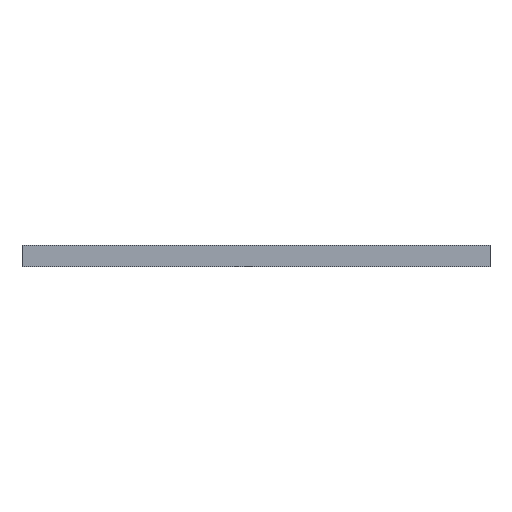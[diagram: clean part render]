
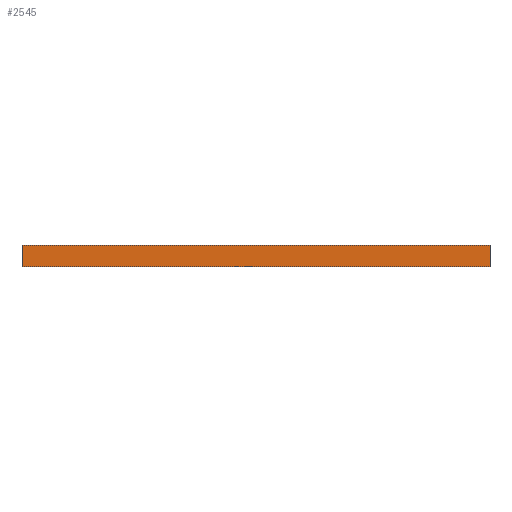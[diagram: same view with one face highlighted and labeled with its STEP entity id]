
A CAD part, front view. The second image highlights one B-rep face of the part: STEP entity #2545.
In plain terms, the highlighted planar face has unit normal (0, -1, 0).
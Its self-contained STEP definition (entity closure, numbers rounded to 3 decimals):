
#83 = PLANE('',#84);
#84 = AXIS2_PLACEMENT_3D('',#85,#86,#87);
#85 = CARTESIAN_POINT('',(139.738,-125.967,1.6));
#86 = DIRECTION('',(0.,0.,1.));
#87 = DIRECTION('',(1.,0.,-0.));
#137 = PLANE('',#138);
#138 = AXIS2_PLACEMENT_3D('',#139,#140,#141);
#139 = CARTESIAN_POINT('',(139.738,-125.967,0.));
#140 = DIRECTION('',(0.,0.,1.));
#141 = DIRECTION('',(1.,0.,-0.));
#170 = PLANE('',#171);
#171 = AXIS2_PLACEMENT_3D('',#172,#173,#174);
#172 = CARTESIAN_POINT('',(157.054,-161.036,0.));
#173 = DIRECTION('',(-1.,0.,0.));
#174 = DIRECTION('',(0.,1.,0.));
#358 = VERTEX_POINT('',#359);
#359 = CARTESIAN_POINT('',(122.428,-161.036,0.));
#373 = PLANE('',#374);
#374 = AXIS2_PLACEMENT_3D('',#375,#376,#377);
#375 = CARTESIAN_POINT('',(122.428,-97.536,0.));
#376 = DIRECTION('',(1.,0.,-0.));
#377 = DIRECTION('',(0.,-1.,0.));
#385 = EDGE_CURVE('',#358,#386,#388,.T.);
#386 = VERTEX_POINT('',#387);
#387 = CARTESIAN_POINT('',(157.054,-161.036,0.));
#388 = SURFACE_CURVE('',#389,(#393,#400),.PCURVE_S1.);
#389 = LINE('',#390,#391);
#390 = CARTESIAN_POINT('',(122.428,-161.036,0.));
#391 = VECTOR('',#392,1.);
#392 = DIRECTION('',(1.,0.,0.));
#393 = PCURVE('',#137,#394);
#394 = DEFINITIONAL_REPRESENTATION('',(#395),#399);
#395 = LINE('',#396,#397);
#396 = CARTESIAN_POINT('',(-17.31,-35.069));
#397 = VECTOR('',#398,1.);
#398 = DIRECTION('',(1.,0.));
#399 = ( GEOMETRIC_REPRESENTATION_CONTEXT(2) 
PARAMETRIC_REPRESENTATION_CONTEXT() REPRESENTATION_CONTEXT('2D SPACE',''
  ) );
#400 = PCURVE('',#401,#406);
#401 = PLANE('',#402);
#402 = AXIS2_PLACEMENT_3D('',#403,#404,#405);
#403 = CARTESIAN_POINT('',(122.428,-161.036,0.));
#404 = DIRECTION('',(0.,1.,0.));
#405 = DIRECTION('',(1.,0.,0.));
#406 = DEFINITIONAL_REPRESENTATION('',(#407),#411);
#407 = LINE('',#408,#409);
#408 = CARTESIAN_POINT('',(0.,0.));
#409 = VECTOR('',#410,1.);
#410 = DIRECTION('',(1.,0.));
#411 = ( GEOMETRIC_REPRESENTATION_CONTEXT(2) 
PARAMETRIC_REPRESENTATION_CONTEXT() REPRESENTATION_CONTEXT('2D SPACE',''
  ) );
#1541 = VERTEX_POINT('',#1542);
#1542 = CARTESIAN_POINT('',(122.428,-161.036,1.6));
#1563 = EDGE_CURVE('',#1541,#1564,#1566,.T.);
#1564 = VERTEX_POINT('',#1565);
#1565 = CARTESIAN_POINT('',(157.054,-161.036,1.6));
#1566 = SURFACE_CURVE('',#1567,(#1571,#1578),.PCURVE_S1.);
#1567 = LINE('',#1568,#1569);
#1568 = CARTESIAN_POINT('',(122.428,-161.036,1.6));
#1569 = VECTOR('',#1570,1.);
#1570 = DIRECTION('',(1.,0.,0.));
#1571 = PCURVE('',#83,#1572);
#1572 = DEFINITIONAL_REPRESENTATION('',(#1573),#1577);
#1573 = LINE('',#1574,#1575);
#1574 = CARTESIAN_POINT('',(-17.31,-35.069));
#1575 = VECTOR('',#1576,1.);
#1576 = DIRECTION('',(1.,0.));
#1577 = ( GEOMETRIC_REPRESENTATION_CONTEXT(2) 
PARAMETRIC_REPRESENTATION_CONTEXT() REPRESENTATION_CONTEXT('2D SPACE',''
  ) );
#1578 = PCURVE('',#401,#1579);
#1579 = DEFINITIONAL_REPRESENTATION('',(#1580),#1584);
#1580 = LINE('',#1581,#1582);
#1581 = CARTESIAN_POINT('',(0.,-1.6));
#1582 = VECTOR('',#1583,1.);
#1583 = DIRECTION('',(1.,0.));
#1584 = ( GEOMETRIC_REPRESENTATION_CONTEXT(2) 
PARAMETRIC_REPRESENTATION_CONTEXT() REPRESENTATION_CONTEXT('2D SPACE',''
  ) );
#2495 = EDGE_CURVE('',#386,#1564,#2496,.T.);
#2496 = SURFACE_CURVE('',#2497,(#2501,#2508),.PCURVE_S1.);
#2497 = LINE('',#2498,#2499);
#2498 = CARTESIAN_POINT('',(157.054,-161.036,0.));
#2499 = VECTOR('',#2500,1.);
#2500 = DIRECTION('',(0.,0.,1.));
#2501 = PCURVE('',#170,#2502);
#2502 = DEFINITIONAL_REPRESENTATION('',(#2503),#2507);
#2503 = LINE('',#2504,#2505);
#2504 = CARTESIAN_POINT('',(0.,0.));
#2505 = VECTOR('',#2506,1.);
#2506 = DIRECTION('',(0.,-1.));
#2507 = ( GEOMETRIC_REPRESENTATION_CONTEXT(2) 
PARAMETRIC_REPRESENTATION_CONTEXT() REPRESENTATION_CONTEXT('2D SPACE',''
  ) );
#2508 = PCURVE('',#401,#2509);
#2509 = DEFINITIONAL_REPRESENTATION('',(#2510),#2514);
#2510 = LINE('',#2511,#2512);
#2511 = CARTESIAN_POINT('',(34.626,0.));
#2512 = VECTOR('',#2513,1.);
#2513 = DIRECTION('',(0.,-1.));
#2514 = ( GEOMETRIC_REPRESENTATION_CONTEXT(2) 
PARAMETRIC_REPRESENTATION_CONTEXT() REPRESENTATION_CONTEXT('2D SPACE',''
  ) );
#2545 = ADVANCED_FACE('',(#2546),#401,.F.);
#2546 = FACE_BOUND('',#2547,.F.);
#2547 = EDGE_LOOP('',(#2548,#2569,#2570,#2571));
#2548 = ORIENTED_EDGE('',*,*,#2549,.T.);
#2549 = EDGE_CURVE('',#358,#1541,#2550,.T.);
#2550 = SURFACE_CURVE('',#2551,(#2555,#2562),.PCURVE_S1.);
#2551 = LINE('',#2552,#2553);
#2552 = CARTESIAN_POINT('',(122.428,-161.036,0.));
#2553 = VECTOR('',#2554,1.);
#2554 = DIRECTION('',(0.,0.,1.));
#2555 = PCURVE('',#401,#2556);
#2556 = DEFINITIONAL_REPRESENTATION('',(#2557),#2561);
#2557 = LINE('',#2558,#2559);
#2558 = CARTESIAN_POINT('',(0.,0.));
#2559 = VECTOR('',#2560,1.);
#2560 = DIRECTION('',(0.,-1.));
#2561 = ( GEOMETRIC_REPRESENTATION_CONTEXT(2) 
PARAMETRIC_REPRESENTATION_CONTEXT() REPRESENTATION_CONTEXT('2D SPACE',''
  ) );
#2562 = PCURVE('',#373,#2563);
#2563 = DEFINITIONAL_REPRESENTATION('',(#2564),#2568);
#2564 = LINE('',#2565,#2566);
#2565 = CARTESIAN_POINT('',(63.5,0.));
#2566 = VECTOR('',#2567,1.);
#2567 = DIRECTION('',(0.,-1.));
#2568 = ( GEOMETRIC_REPRESENTATION_CONTEXT(2) 
PARAMETRIC_REPRESENTATION_CONTEXT() REPRESENTATION_CONTEXT('2D SPACE',''
  ) );
#2569 = ORIENTED_EDGE('',*,*,#1563,.T.);
#2570 = ORIENTED_EDGE('',*,*,#2495,.F.);
#2571 = ORIENTED_EDGE('',*,*,#385,.F.);
